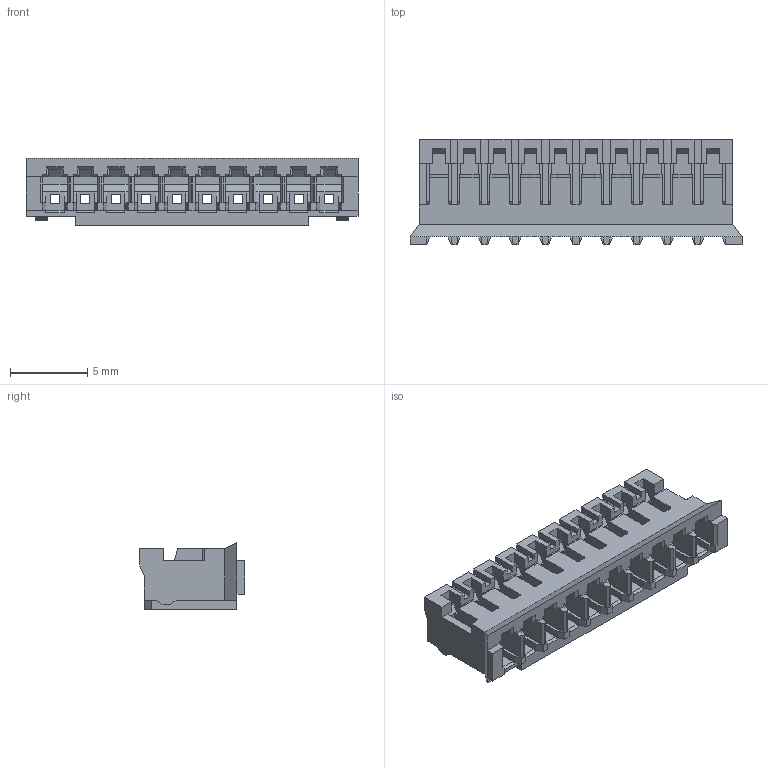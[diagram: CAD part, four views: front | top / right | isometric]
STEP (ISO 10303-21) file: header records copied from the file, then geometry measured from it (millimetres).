
FILE_DESCRIPTION( ('This file contains a STEP AP42 implementation' ,'as created by ZW3D STEP Interface translator.') ,'2;1' );
FILE_NAME( 'WF2001-HXXW01.stp' ,'23 418.173630', (''), ('ZWCAD Software Co.'), 'Version 1.0', 'ZW3D to STEP translator', '' );
FILE_SCHEMA(('AUTOMOTIVE_DESIGN { 1 0 10303 214 1 1 1 1 }'));
Length unit declared in the file: millimetre
Products named in the file (2): 0; WF2001-H10W01
Bounding box: 21.5 x 6.81 x 4.34 mm (x, y, z)
Volume: 230.4 mm3; surface area: 969.7 mm2
Topology: 1 solids, 1 shells, 595 faces, 1663 edges, 1040 vertices
Faces by surface type: plane 575, cylinder 20
Entity records: 19174 total; most frequent: ORIENTED_EDGE 3326, CARTESIAN_POINT 3299, DIRECTION 2895, EDGE_CURVE 1663, VECTOR 1623, LINE 1623, VERTEX_POINT 1040, AXIS2_PLACEMENT_3D 636
